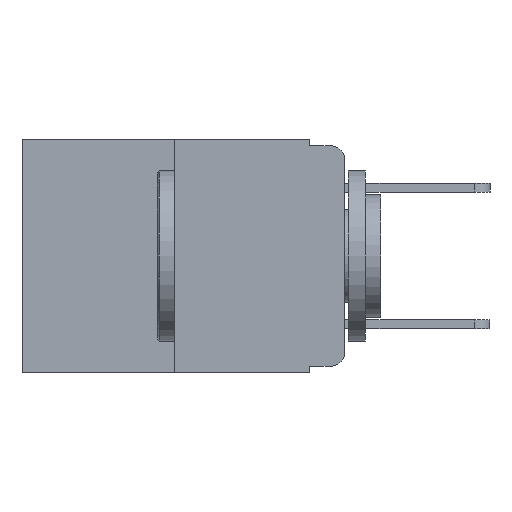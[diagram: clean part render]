
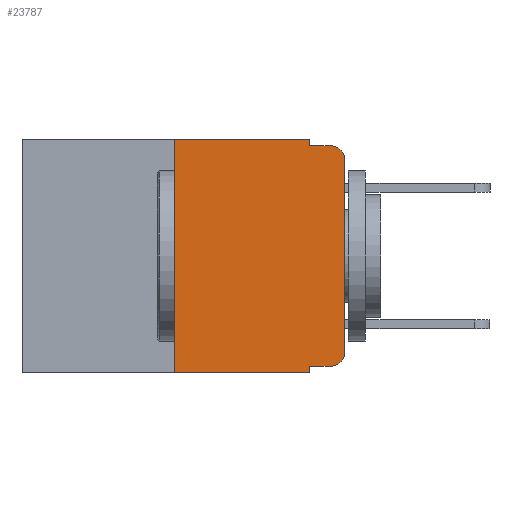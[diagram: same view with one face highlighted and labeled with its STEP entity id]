
A CAD part, left-side view. The second image highlights one B-rep face of the part: STEP entity #23787.
In plain terms, the highlighted planar face has unit normal (-1, 0, 0).
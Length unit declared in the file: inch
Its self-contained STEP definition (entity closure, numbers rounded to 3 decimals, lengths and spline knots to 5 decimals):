
#265 = VERTEX_POINT ( 'NONE', #2081 ) ;
#451 = CARTESIAN_POINT ( 'NONE',  ( 0., 0.051, -0.01 ) ) ;
#642 = CARTESIAN_POINT ( 'NONE',  ( 0., 0.051, -0.333 ) ) ;
#838 = ORIENTED_EDGE ( 'NONE', *, *, #4034, .T. ) ;
#1022 = DIRECTION ( 'NONE',  ( 0., 0., 1. ) ) ;
#1043 = DIRECTION ( 'NONE',  ( 0., 0., -1. ) ) ;
#1114 = VERTEX_POINT ( 'NONE', #8670 ) ;
#1380 = EDGE_LOOP ( 'NONE', ( #9814, #9289, #13931, #13150, #12820, #12122, #11410, #16215, #838, #3057 ) ) ;
#1482 = CIRCLE ( 'NONE', #19031, 0.02 ) ;
#2081 = CARTESIAN_POINT ( 'NONE',  ( 0., 0.051, -0.333 ) ) ;
#2662 = VECTOR ( 'NONE', #17710, 39.37008 ) ;
#2793 = VERTEX_POINT ( 'NONE', #23273 ) ;
#2830 = VERTEX_POINT ( 'NONE', #13594 ) ;
#3057 = ORIENTED_EDGE ( 'NONE', *, *, #5513, .T. ) ;
#3677 = VECTOR ( 'NONE', #1022, 39.37008 ) ;
#3745 = DIRECTION ( 'NONE',  ( 0., 0., -1. ) ) ;
#4034 = EDGE_CURVE ( 'NONE', #265, #23336, #9490, .T. ) ;
#4491 = CARTESIAN_POINT ( 'NONE',  ( 0., 0.25, 0. ) ) ;
#4826 = CARTESIAN_POINT ( 'NONE',  ( 0., 0.02, -0.03 ) ) ;
#5429 = DIRECTION ( 'NONE',  ( 0., 0., 1. ) ) ;
#5513 = EDGE_CURVE ( 'NONE', #23336, #2793, #17664, .T. ) ;
#6998 = DIRECTION ( 'NONE',  ( 0., 0., -1. ) ) ;
#7156 = VERTEX_POINT ( 'NONE', #10483 ) ;
#7772 = DIRECTION ( 'NONE',  ( 1., 0., 0. ) ) ;
#7956 = CARTESIAN_POINT ( 'NONE',  ( 0., 0.051, -0.01 ) ) ;
#8206 = CARTESIAN_POINT ( 'NONE',  ( 0., 0.473, -0.343 ) ) ;
#8670 = CARTESIAN_POINT ( 'NONE',  ( 0., 0.051, 0. ) ) ;
#8818 = CARTESIAN_POINT ( 'NONE',  ( 0., 0.25, -0.343 ) ) ;
#9289 = ORIENTED_EDGE ( 'NONE', *, *, #20063, .T. ) ;
#9490 = LINE ( 'NONE', #642, #13668 ) ;
#9814 = ORIENTED_EDGE ( 'NONE', *, *, #15099, .T. ) ;
#10279 = DIRECTION ( 'NONE',  ( 0., -1., 0. ) ) ;
#10483 = CARTESIAN_POINT ( 'NONE',  ( 0., 0.051, -0.343 ) ) ;
#10622 = EDGE_CURVE ( 'NONE', #1114, #24215, #19247, .T. ) ;
#11410 = ORIENTED_EDGE ( 'NONE', *, *, #20444, .T. ) ;
#11646 = LINE ( 'NONE', #14247, #16421 ) ;
#11856 = PLANE ( 'NONE',  #24381 ) ;
#12043 = EDGE_CURVE ( 'NONE', #24215, #2830, #19173, .T. ) ;
#12122 = ORIENTED_EDGE ( 'NONE', *, *, #21829, .F. ) ;
#12718 = VERTEX_POINT ( 'NONE', #25847 ) ;
#12820 = ORIENTED_EDGE ( 'NONE', *, *, #19155, .F. ) ;
#13150 = ORIENTED_EDGE ( 'NONE', *, *, #10622, .F. ) ;
#13187 = VERTEX_POINT ( 'NONE', #4491 ) ;
#13317 = CARTESIAN_POINT ( 'NONE',  ( 0., 0.473, 0. ) ) ;
#13594 = CARTESIAN_POINT ( 'NONE',  ( 0., 0.02, -0.01 ) ) ;
#13668 = VECTOR ( 'NONE', #25231, 39.37008 ) ;
#13829 = DIRECTION ( 'NONE',  ( -1., 0., 0. ) ) ;
#13931 = ORIENTED_EDGE ( 'NONE', *, *, #12043, .F. ) ;
#14111 = DIRECTION ( 'NONE',  ( 0., -1., 0. ) ) ;
#14247 = CARTESIAN_POINT ( 'NONE',  ( 0., 0.051, 0. ) ) ;
#14460 = LINE ( 'NONE', #13317, #24227 ) ;
#14503 = VECTOR ( 'NONE', #14111, 39.37008 ) ;
#15099 = EDGE_CURVE ( 'NONE', #2793, #12718, #20108, .T. ) ;
#15256 = EDGE_CURVE ( 'NONE', #265, #7156, #11646, .T. ) ;
#15678 = CARTESIAN_POINT ( 'NONE',  ( 0., 0.051, 0. ) ) ;
#15720 = VERTEX_POINT ( 'NONE', #8818 ) ;
#15935 = CARTESIAN_POINT ( 'NONE',  ( 0., 0.473, 0. ) ) ;
#16117 = LINE ( 'NONE', #23516, #26409 ) ;
#16215 = ORIENTED_EDGE ( 'NONE', *, *, #15256, .F. ) ;
#16421 = VECTOR ( 'NONE', #3745, 39.37008 ) ;
#17145 = AXIS2_PLACEMENT_3D ( 'NONE', #25510, #13829, #1043 ) ;
#17664 = CIRCLE ( 'NONE', #17145, 0.02 ) ;
#17710 = DIRECTION ( 'NONE',  ( 0., 0., -1. ) ) ;
#19031 = AXIS2_PLACEMENT_3D ( 'NONE', #4826, #19225, #6998 ) ;
#19155 = EDGE_CURVE ( 'NONE', #13187, #1114, #14460, .T. ) ;
#19173 = LINE ( 'NONE', #7956, #14503 ) ;
#19225 = DIRECTION ( 'NONE',  ( -1., 0., 0. ) ) ;
#19247 = LINE ( 'NONE', #15678, #2662 ) ;
#20063 = EDGE_CURVE ( 'NONE', #12718, #2830, #1482, .T. ) ;
#20108 = LINE ( 'NONE', #25487, #3677 ) ;
#20444 = EDGE_CURVE ( 'NONE', #15720, #7156, #24487, .T. ) ;
#21269 = DIRECTION ( 'NONE',  ( 0., -1., 0. ) ) ;
#21829 = EDGE_CURVE ( 'NONE', #15720, #13187, #16117, .T. ) ;
#21839 = DIRECTION ( 'NONE',  ( 0., 0., -1. ) ) ;
#23273 = CARTESIAN_POINT ( 'NONE',  ( 0., 0., -0.313 ) ) ;
#23336 = VERTEX_POINT ( 'NONE', #25968 ) ;
#23516 = CARTESIAN_POINT ( 'NONE',  ( 0., 0.25, 0. ) ) ;
#23787 = ADVANCED_FACE ( 'NONE', ( #24193 ), #11856, .F. ) ;
#23901 = VECTOR ( 'NONE', #10279, 39.37008 ) ;
#24193 = FACE_OUTER_BOUND ( 'NONE', #1380, .T. ) ;
#24215 = VERTEX_POINT ( 'NONE', #451 ) ;
#24227 = VECTOR ( 'NONE', #21269, 39.37008 ) ;
#24381 = AXIS2_PLACEMENT_3D ( 'NONE', #15935, #7772, #21839 ) ;
#24487 = LINE ( 'NONE', #8206, #23901 ) ;
#25231 = DIRECTION ( 'NONE',  ( 0., -1., 0. ) ) ;
#25487 = CARTESIAN_POINT ( 'NONE',  ( 0., 0., 0. ) ) ;
#25510 = CARTESIAN_POINT ( 'NONE',  ( 0., 0.02, -0.313 ) ) ;
#25847 = CARTESIAN_POINT ( 'NONE',  ( 0., 0., -0.03 ) ) ;
#25968 = CARTESIAN_POINT ( 'NONE',  ( 0., 0.02, -0.333 ) ) ;
#26409 = VECTOR ( 'NONE', #5429, 39.37008 ) ;
